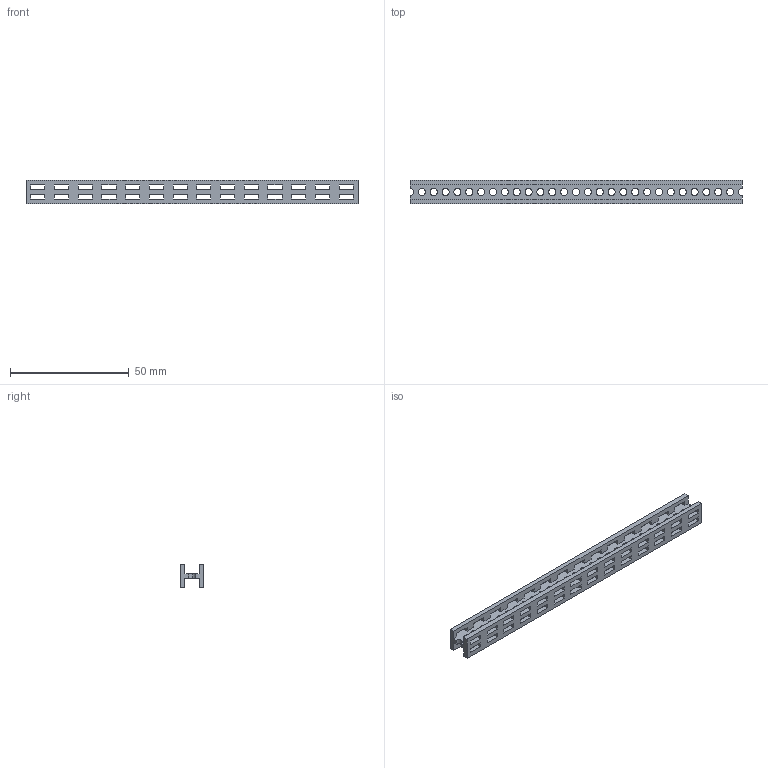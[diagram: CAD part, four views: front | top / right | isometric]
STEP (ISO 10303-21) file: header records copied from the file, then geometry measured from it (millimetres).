
FILE_DESCRIPTION (( 'STEP AP203' ), '1' );
FILE_NAME ('Beam 140.STEP', '2017-02-03T08:47:47', ( '' ), ( '' ), 'SwSTEP 2.0', 'SolidWorks 2015', '' );
FILE_SCHEMA (( 'CONFIG_CONTROL_DESIGN' ));
Length unit declared in the file: millimetre
Products named in the file (1): Beam 140
Bounding box: 140 x 10 x 10 mm (x, y, z)
Volume: 5540.2 mm3; surface area: 8511.9 mm2
Topology: 1 solids, 1 shells, 241 faces, 885 edges, 590 vertices
Faces by surface type: plane 184, cylinder 57
Entity records: 9722 total; most frequent: ORIENTED_EDGE 1770, CARTESIAN_POINT 1717, DIRECTION 1483, EDGE_CURVE 885, VECTOR 771, LINE 771, VERTEX_POINT 590, AXIS2_PLACEMENT_3D 356
